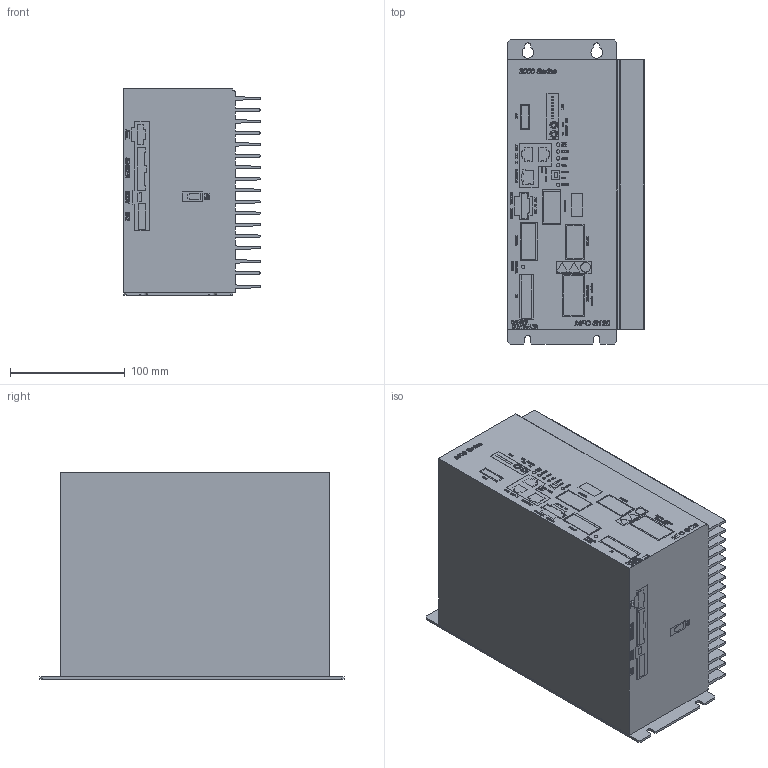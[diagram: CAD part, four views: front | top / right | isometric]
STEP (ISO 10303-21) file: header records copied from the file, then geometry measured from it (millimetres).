
FILE_DESCRIPTION(/* description */ (''),/* implementation_level */ '2;1');
FILE_NAME(/* name */ 'MFC-S120_OUTLINE.stp',/* time_stamp */ '2020-04-14T15:06:29+09:00',/* author */ ('tanaka yumi'),/* organization */ (''),/* preprocessor_version */ 'ST-DEVELOPER v17',/* originating_system */ 'Autodesk Inventor 2019',/* authorisation */ '');
FILE_SCHEMA (('AUTOMOTIVE_DESIGN { 1 0 10303 214 3 1 1 }'));
Products named in the file (1): MFC-S120_OUTLINE
Bounding box: 119 x 265 x 180 mm (x, y, z)
Volume: 4321878.5 mm3; surface area: 382677.3 mm2
Topology: 2 solids, 2 shells, 5113 faces, 14232 edges, 9488 vertices
Faces by surface type: plane 3780, bspline 1269, cylinder 64
Full cylindrical faces by diameter (mm): 2.92 x1
Entity records: 167343 total; most frequent: CARTESIAN_POINT 44639, ORIENTED_EDGE 28464, DIRECTION 19514, EDGE_CURVE 14232, LINE 11564, VECTOR 11564, VERTEX_POINT 9488, EDGE_LOOP 5482
